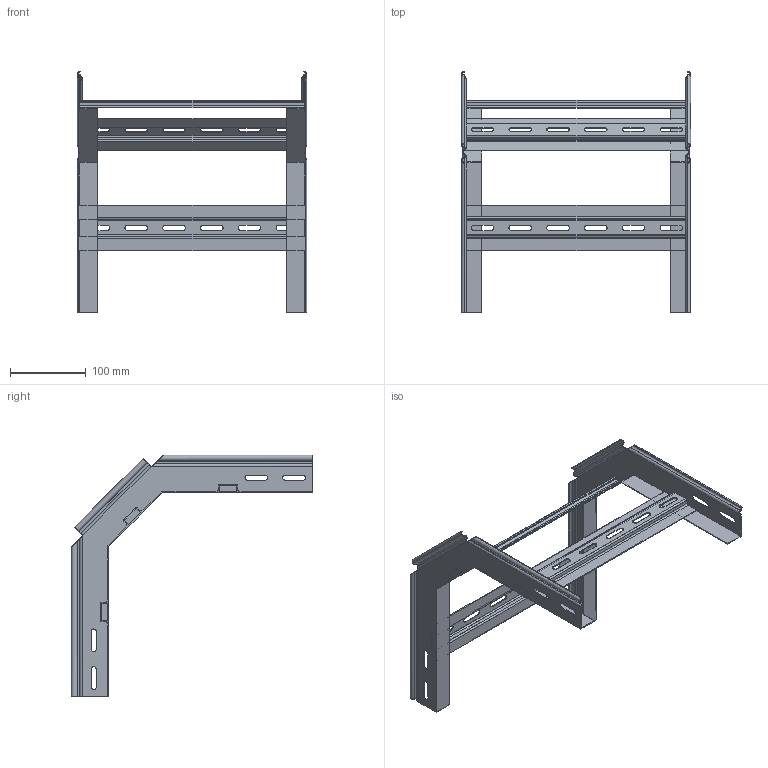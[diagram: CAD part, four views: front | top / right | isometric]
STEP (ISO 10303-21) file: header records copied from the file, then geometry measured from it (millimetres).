
FILE_DESCRIPTION (( 'STEP AP203' ), '1' );
FILE_NAME ('ÍËÇÑ300õ50.STEP', '2023-02-13T10:34:23', ( '' ), ( '' ), 'SwSTEP 2.0', 'SolidWorks 2020', '' );
FILE_SCHEMA (( 'CONFIG_CONTROL_DESIGN' ));
Length unit declared in the file: millimetre
Products named in the file (1): ÍËÇÑ300õ50
Bounding box: 303.6 x 320.21 x 320.21 mm (x, y, z)
Volume: 176373.6 mm3; surface area: 283763.5 mm2
Topology: 1 solids, 1 shells, 274 faces, 804 edges, 528 vertices
Faces by surface type: plane 150, cylinder 124
Entity records: 9289 total; most frequent: CARTESIAN_POINT 1679, ORIENTED_EDGE 1608, DIRECTION 1554, EDGE_CURVE 804, LINE 556, VECTOR 556, VERTEX_POINT 528, AXIS2_PLACEMENT_3D 499
